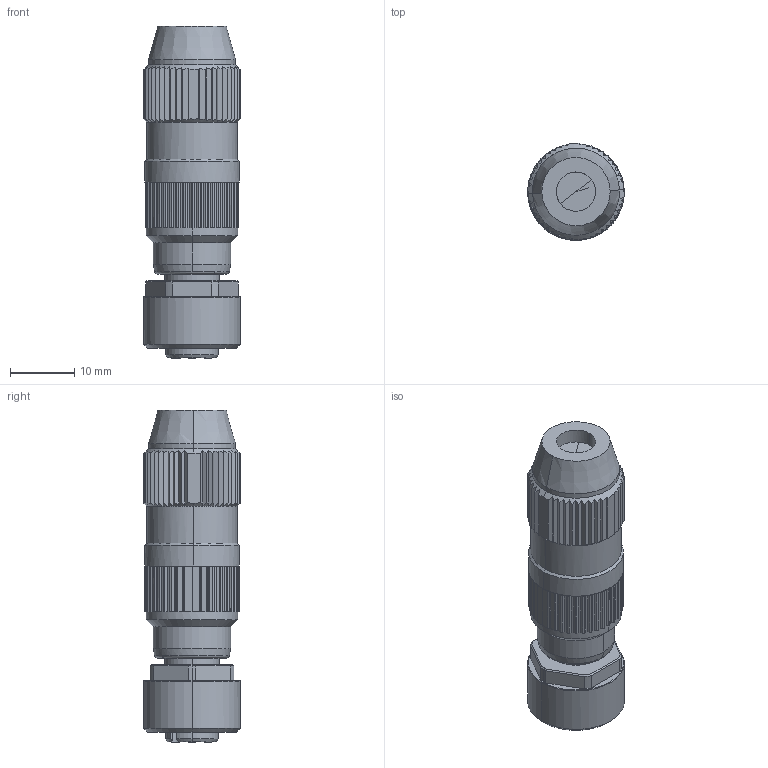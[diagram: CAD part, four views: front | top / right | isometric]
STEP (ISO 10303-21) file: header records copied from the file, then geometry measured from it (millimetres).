
FILE_DESCRIPTION(('CATIA V5 STEP Exchange','CAx-IF Rec.Pracs.--- Model Styling and Organization---1.4--- 2014-01-23'),'2;1');
FILE_NAME ('164858-1_0', '2021-01-11T11:40:48+00:00', ('none'), ('Weidmueller'), 'CATIA Version 5-6 Release 2016 SP3 HF44', 'CATIA V5 STEP AP214', 'none');
FILE_SCHEMA(('AUTOMOTIVE_DESIGN { 1 0 10303 214 1 1 1 1 }'));
Length unit declared in the file: millimetre
Products named in the file (1): 1781540000
Bounding box: 15 x 15 x 51.5 mm (x, y, z)
Volume: 7187.8 mm3; surface area: 3553.5 mm2
Topology: 2 solids, 2 shells, 444 faces, 1153 edges, 721 vertices
Faces by surface type: plane 312, cylinder 77, cone 49, torus 6
Entity records: 14197 total; most frequent: CARTESIAN_POINT 3998, ORIENTED_EDGE 2302, DIRECTION 1742, EDGE_CURVE 1151, VERTEX_POINT 721, AXIS2_PLACEMENT_3D 716, VECTOR 586, LINE 586
